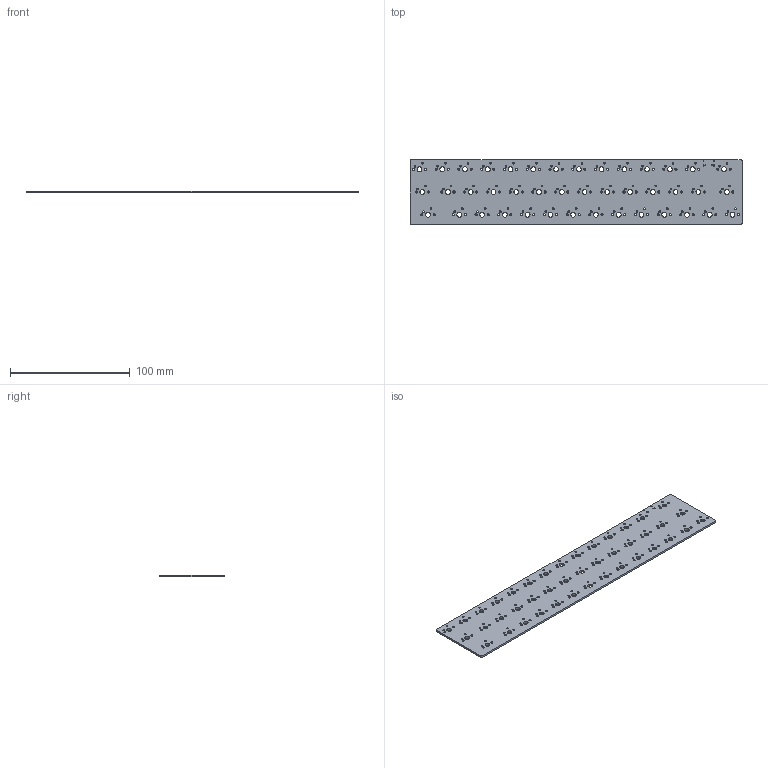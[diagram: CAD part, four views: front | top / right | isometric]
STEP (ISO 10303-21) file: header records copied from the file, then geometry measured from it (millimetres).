
FILE_DESCRIPTION(('KiCad electronic assembly'),'2;1');
FILE_NAME('vanpole.step','2021-06-13T02:56:33',('Pcbnew'),('Kicad'), 'Open CASCADE STEP processor 7.5','KiCad to STEP converter','Unknown' );
FILE_SCHEMA(('AUTOMOTIVE_DESIGN { 1 0 10303 214 1 1 1 1 }'));
Length unit declared in the file: millimetre
Products named in the file (2): vanpole 1; COMPOUND
Assembly tree (1 placements, depth 2):
  vanpole 1
    COMPOUND
Bounding box: 277.81 x 53.98 x 1.6 mm (x, y, z)
Volume: 22594.2 mm3; surface area: 31533.2 mm2
Topology: 1 solids, 1 shells, 240 faces, 714 edges, 476 vertices
Faces by surface type: cylinder 224, plane 16
Full cylindrical faces by diameter (mm): 0.65 x2, 1.47 x84, 1.75 x84, 3.988 x42
Entity records: 19863 total; most frequent: CARTESIAN_POINT 5548, DIRECTION 2626, ORIENTED_EDGE 1428, PCURVE 1428, DEFINITIONAL_REPRESENTATION 1428, LINE 1246, VECTOR 1246, EDGE_CURVE 714
